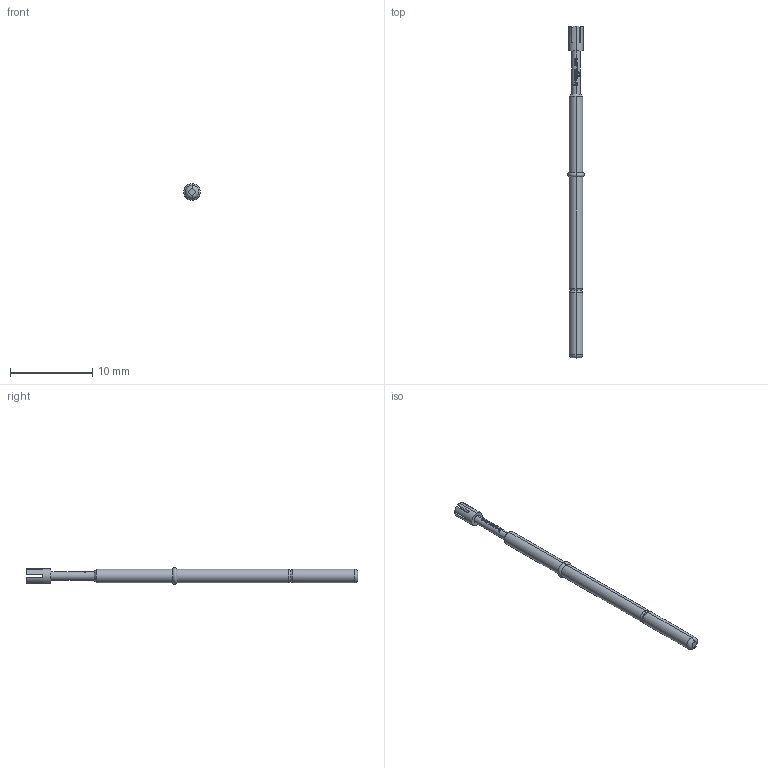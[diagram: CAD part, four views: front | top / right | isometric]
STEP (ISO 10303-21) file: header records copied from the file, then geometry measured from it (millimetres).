
FILE_DESCRIPTION (( 'STEP AP203' ), '1' );
FILE_NAME ('INGUN_GKS-112_319_180_A_2210_0.STEP', '2016-07-07T11:51:20', ( '' ), ( '' ), 'SwSTEP 2.0', 'SolidWorks 2014', '' );
FILE_SCHEMA (( 'CONFIG_CONTROL_DESIGN' ));
Length unit declared in the file: millimetre
Products named in the file (2): INGUN_GKS-112_319_180_A_2210_0
Bounding box: 2.03 x 40.3 x 2.03 mm (x, y, z)
Volume: 77.5 mm3; surface area: 219 mm2
Topology: 1 solids, 1 shells, 131 faces, 362 edges, 236 vertices
Faces by surface type: plane 56, cylinder 29, bspline 22, cone 16, torus 8
Entity records: 4663 total; most frequent: CARTESIAN_POINT 1327, ORIENTED_EDGE 724, DIRECTION 604, EDGE_CURVE 362, AXIS2_PLACEMENT_3D 241, VERTEX_POINT 236, EDGE_LOOP 134, FACE_OUTER_BOUND 131
